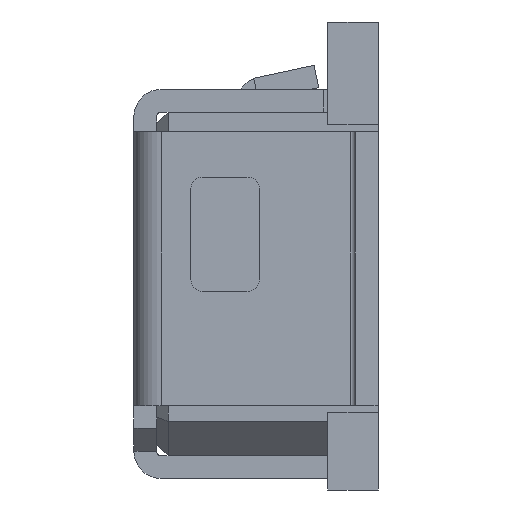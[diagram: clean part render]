
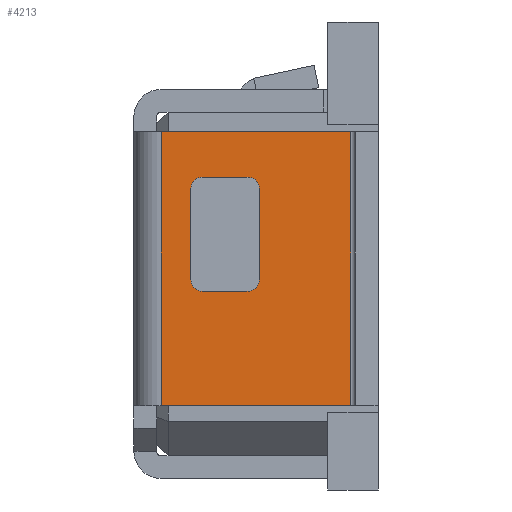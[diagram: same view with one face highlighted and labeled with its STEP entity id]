
A CAD part, left-side view. The second image highlights one B-rep face of the part: STEP entity #4213.
In plain terms, the highlighted planar face has unit normal (-1, 0, 0).
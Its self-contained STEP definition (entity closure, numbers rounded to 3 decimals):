
#48 = AXIS2_PLACEMENT_3D ( 'NONE', #7891, #2381, #6342 ) ;
#349 = EDGE_CURVE ( 'NONE', #5841, #6020, #5523, .T. ) ;
#422 = DIRECTION ( 'NONE',  ( 0., -1., 0. ) ) ;
#444 = DIRECTION ( 'NONE',  ( 0., 0., -1. ) ) ;
#472 = CARTESIAN_POINT ( 'NONE',  ( -1.39, 0.82, -1.68 ) ) ;
#547 = LINE ( 'NONE', #3212, #3564 ) ;
#567 = AXIS2_PLACEMENT_3D ( 'NONE', #1703, #5829, #6406 ) ;
#962 = VERTEX_POINT ( 'NONE', #8824 ) ;
#994 = DIRECTION ( 'NONE',  ( 0., -1., 0. ) ) ;
#1149 = CIRCLE ( 'NONE', #7123, 0.05 ) ;
#1154 = VERTEX_POINT ( 'NONE', #9418 ) ;
#1448 = EDGE_CURVE ( 'NONE', #5506, #1686, #4261, .T. ) ;
#1474 = LINE ( 'NONE', #5541, #8700 ) ;
#1553 = ORIENTED_EDGE ( 'NONE', *, *, #1784, .T. ) ;
#1686 = VERTEX_POINT ( 'NONE', #2522 ) ;
#1703 = CARTESIAN_POINT ( 'NONE',  ( -1.39, 0.57, -0.73 ) ) ;
#1784 = EDGE_CURVE ( 'NONE', #6218, #5841, #10421, .T. ) ;
#1804 = CARTESIAN_POINT ( 'NONE',  ( -1.39, 0.95, -1.18 ) ) ;
#1853 = ORIENTED_EDGE ( 'NONE', *, *, #1448, .F. ) ;
#1857 = ORIENTED_EDGE ( 'NONE', *, *, #10494, .T. ) ;
#1955 = CARTESIAN_POINT ( 'NONE',  ( -1.39, 0.77, -1.13 ) ) ;
#2217 = CARTESIAN_POINT ( 'NONE',  ( -1.39, 0.57, -1.18 ) ) ;
#2226 = DIRECTION ( 'NONE',  ( -1., 0., 0. ) ) ;
#2326 = FACE_OUTER_BOUND ( 'NONE', #3312, .T. ) ;
#2381 = DIRECTION ( 'NONE',  ( 1., 0., 0. ) ) ;
#2522 = CARTESIAN_POINT ( 'NONE',  ( -1.39, 0.12, -0.48 ) ) ;
#2985 = ORIENTED_EDGE ( 'NONE', *, *, #3872, .T. ) ;
#3082 = DIRECTION ( 'NONE',  ( 0., 0., 1. ) ) ;
#3180 = CARTESIAN_POINT ( 'NONE',  ( -1.39, 0.95, -1.68 ) ) ;
#3212 = CARTESIAN_POINT ( 'NONE',  ( -1.39, 0.52, -1.68 ) ) ;
#3312 = EDGE_LOOP ( 'NONE', ( #8300, #7383, #3495, #1853 ) ) ;
#3344 = LINE ( 'NONE', #8284, #7470 ) ;
#3402 = CARTESIAN_POINT ( 'NONE',  ( -1.39, -0.06, -0.48 ) ) ;
#3495 = ORIENTED_EDGE ( 'NONE', *, *, #5338, .T. ) ;
#3564 = VECTOR ( 'NONE', #444, 1000. ) ;
#3646 = ORIENTED_EDGE ( 'NONE', *, *, #9083, .T. ) ;
#3796 = CIRCLE ( 'NONE', #48, 0.05 ) ;
#3836 = CARTESIAN_POINT ( 'NONE',  ( -1.39, -0.06, -1.68 ) ) ;
#3860 = VECTOR ( 'NONE', #5061, 1000. ) ;
#3872 = EDGE_CURVE ( 'NONE', #10038, #6218, #3796, .T. ) ;
#3876 = VECTOR ( 'NONE', #422, 1000. ) ;
#3920 = DIRECTION ( 'NONE',  ( 0., 0., -1. ) ) ;
#4005 = VERTEX_POINT ( 'NONE', #5579 ) ;
#4213 = ADVANCED_FACE ( 'NONE', ( #8813, #2326 ), #10435, .T. ) ;
#4261 = LINE ( 'NONE', #3402, #8357 ) ;
#4593 = LINE ( 'NONE', #3836, #3876 ) ;
#4744 = VECTOR ( 'NONE', #7990, 1000. ) ;
#4866 = CARTESIAN_POINT ( 'NONE',  ( -1.39, 0.77, -0.68 ) ) ;
#4882 = ORIENTED_EDGE ( 'NONE', *, *, #349, .T. ) ;
#5061 = DIRECTION ( 'NONE',  ( 0., 1., 0. ) ) ;
#5258 = AXIS2_PLACEMENT_3D ( 'NONE', #3180, #2226, #3082 ) ;
#5338 = EDGE_CURVE ( 'NONE', #962, #1686, #1474, .T. ) ;
#5506 = VERTEX_POINT ( 'NONE', #9844 ) ;
#5523 = CIRCLE ( 'NONE', #567, 0.05 ) ;
#5541 = CARTESIAN_POINT ( 'NONE',  ( -1.39, 0.12, -1.68 ) ) ;
#5579 = CARTESIAN_POINT ( 'NONE',  ( -1.39, 0.52, -1.13 ) ) ;
#5611 = AXIS2_PLACEMENT_3D ( 'NONE', #9491, #7074, #3920 ) ;
#5646 = ORIENTED_EDGE ( 'NONE', *, *, #7201, .T. ) ;
#5829 = DIRECTION ( 'NONE',  ( 1., 0., 0. ) ) ;
#5841 = VERTEX_POINT ( 'NONE', #7447 ) ;
#5853 = EDGE_LOOP ( 'NONE', ( #3646, #2985, #1553, #4882, #5646, #1857, #6477, #6008 ) ) ;
#6008 = ORIENTED_EDGE ( 'NONE', *, *, #8687, .T. ) ;
#6020 = VERTEX_POINT ( 'NONE', #7182 ) ;
#6218 = VERTEX_POINT ( 'NONE', #4866 ) ;
#6337 = CARTESIAN_POINT ( 'NONE',  ( -1.39, 0.95, -0.68 ) ) ;
#6342 = DIRECTION ( 'NONE',  ( 0., 0., -1. ) ) ;
#6406 = DIRECTION ( 'NONE',  ( 0., 0., -1. ) ) ;
#6477 = ORIENTED_EDGE ( 'NONE', *, *, #8261, .T. ) ;
#6835 = DIRECTION ( 'NONE',  ( 0., 0., -1. ) ) ;
#7074 = DIRECTION ( 'NONE',  ( 1., 0., 0. ) ) ;
#7123 = AXIS2_PLACEMENT_3D ( 'NONE', #1955, #9349, #6835 ) ;
#7182 = CARTESIAN_POINT ( 'NONE',  ( -1.39, 0.52, -0.73 ) ) ;
#7201 = EDGE_CURVE ( 'NONE', #6020, #4005, #547, .T. ) ;
#7333 = VERTEX_POINT ( 'NONE', #10307 ) ;
#7383 = ORIENTED_EDGE ( 'NONE', *, *, #9141, .T. ) ;
#7447 = CARTESIAN_POINT ( 'NONE',  ( -1.39, 0.57, -0.68 ) ) ;
#7470 = VECTOR ( 'NONE', #9839, 1000. ) ;
#7891 = CARTESIAN_POINT ( 'NONE',  ( -1.39, 0.77, -0.73 ) ) ;
#7910 = DIRECTION ( 'NONE',  ( 0., 0., 1. ) ) ;
#7938 = CARTESIAN_POINT ( 'NONE',  ( -1.39, 0.77, -1.18 ) ) ;
#7990 = DIRECTION ( 'NONE',  ( 0., -1., 0. ) ) ;
#8261 = EDGE_CURVE ( 'NONE', #8789, #10033, #9153, .T. ) ;
#8284 = CARTESIAN_POINT ( 'NONE',  ( -1.39, 0.95, -1.68 ) ) ;
#8300 = ORIENTED_EDGE ( 'NONE', *, *, #9783, .F. ) ;
#8357 = VECTOR ( 'NONE', #994, 1000. ) ;
#8687 = EDGE_CURVE ( 'NONE', #10033, #1154, #1149, .T. ) ;
#8700 = VECTOR ( 'NONE', #8822, 1000. ) ;
#8789 = VERTEX_POINT ( 'NONE', #2217 ) ;
#8813 = FACE_BOUND ( 'NONE', #5853, .T. ) ;
#8822 = DIRECTION ( 'NONE',  ( 0., 0., 1. ) ) ;
#8824 = CARTESIAN_POINT ( 'NONE',  ( -1.39, 0.12, -1.68 ) ) ;
#9083 = EDGE_CURVE ( 'NONE', #1154, #10038, #9431, .T. ) ;
#9141 = EDGE_CURVE ( 'NONE', #7333, #962, #4593, .T. ) ;
#9153 = LINE ( 'NONE', #1804, #3860 ) ;
#9349 = DIRECTION ( 'NONE',  ( 1., 0., 0. ) ) ;
#9418 = CARTESIAN_POINT ( 'NONE',  ( -1.39, 0.82, -1.13 ) ) ;
#9431 = LINE ( 'NONE', #472, #9532 ) ;
#9491 = CARTESIAN_POINT ( 'NONE',  ( -1.39, 0.57, -1.13 ) ) ;
#9532 = VECTOR ( 'NONE', #7910, 1000. ) ;
#9716 = CARTESIAN_POINT ( 'NONE',  ( -1.39, 0.82, -0.73 ) ) ;
#9783 = EDGE_CURVE ( 'NONE', #7333, #5506, #3344, .T. ) ;
#9839 = DIRECTION ( 'NONE',  ( 0., 0., 1. ) ) ;
#9844 = CARTESIAN_POINT ( 'NONE',  ( -1.39, 0.95, -0.48 ) ) ;
#10033 = VERTEX_POINT ( 'NONE', #7938 ) ;
#10038 = VERTEX_POINT ( 'NONE', #9716 ) ;
#10307 = CARTESIAN_POINT ( 'NONE',  ( -1.39, 0.95, -1.68 ) ) ;
#10421 = LINE ( 'NONE', #6337, #4744 ) ;
#10435 = PLANE ( 'NONE',  #5258 ) ;
#10494 = EDGE_CURVE ( 'NONE', #4005, #8789, #10586, .T. ) ;
#10586 = CIRCLE ( 'NONE', #5611, 0.05 ) ;
